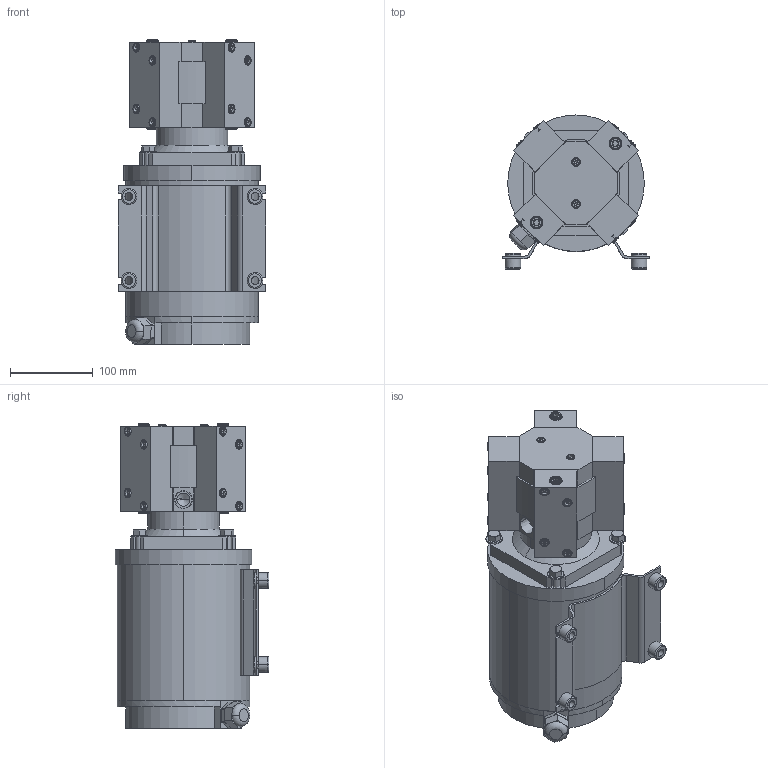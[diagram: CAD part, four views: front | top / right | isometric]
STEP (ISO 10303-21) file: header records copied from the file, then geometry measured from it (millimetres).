
FILE_DESCRIPTION (( 'STEP AP203' ), '1' );
FILE_NAME ('X-6-M960.STEP', '2020-05-14T14:27:28', ( '' ), ( '' ), 'SwSTEP 2.0', 'SolidWorks 2018', '' );
FILE_SCHEMA (( 'CONFIG_CONTROL_DESIGN' ));
Length unit declared in the file: inch
Products named in the file (1): X-6-M960
Bounding box: 177.8 x 185.88 x 368.32 mm (x, y, z)
Volume: 5904770 mm3; surface area: 695387.8 mm2
Topology: 54 solids, 58 shells, 1817 faces, 4261 edges, 2567 vertices
Faces by surface type: plane 782, cylinder 533, cone 404, torus 78, bspline 20
Entity records: 73382 total; most frequent: CARTESIAN_POINT 31795, DIRECTION 8938, ORIENTED_EDGE 8334, EDGE_CURVE 4167, AXIS2_PLACEMENT_3D 3358, VERTEX_POINT 2567, VECTOR 2222, LINE 2222
